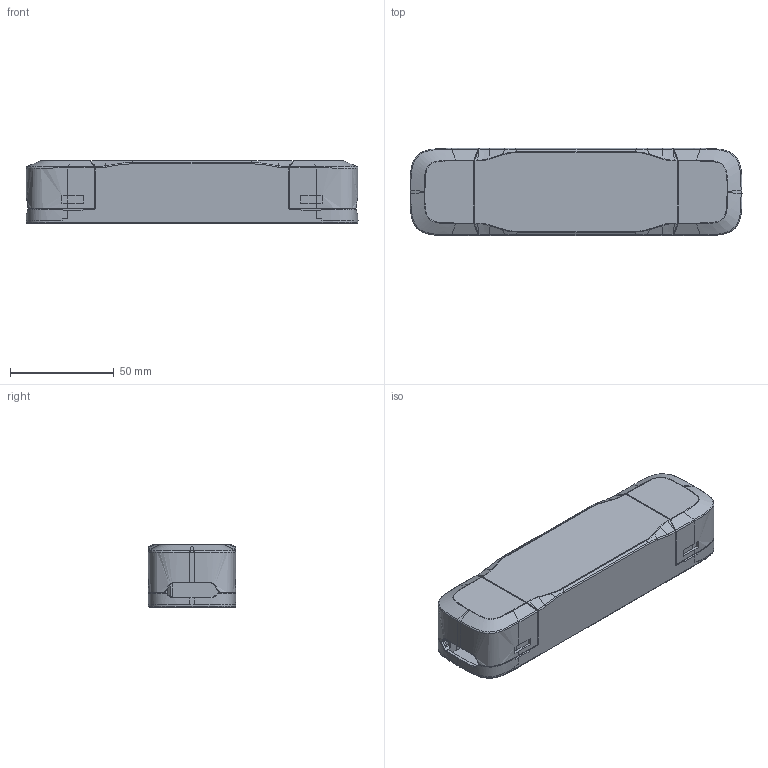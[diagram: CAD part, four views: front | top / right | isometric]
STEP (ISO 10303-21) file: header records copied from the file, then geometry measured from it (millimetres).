
FILE_DESCRIPTION(/* description */ (''),/* implementation_level */ '2;1');
FILE_NAME(/* name */ 'LS-30-~2',/* time_stamp */ '2023-07-05T09:25:49+08:00',/* author */ (''),/* organization */ (''),/* preprocessor_version */ 'ST-DEVELOPER v16.5',/* originating_system */ '',/* authorisation */ '');
FILE_SCHEMA (('AUTOMOTIVE_DESIGN'));
Length unit declared in the file: millimetre
Products named in the file (1): Document
Bounding box: 160 x 41.99 x 30 mm (x, y, z)
Volume: 7551.2 mm3; surface area: 38070.7 mm2
Topology: 2 solids, 3 shells, 486 faces, 1300 edges, 813 vertices
Faces by surface type: bspline 298, plane 188
Entity records: 29410 total; most frequent: CARTESIAN_POINT 21381, ORIENTED_EDGE 2596, EDGE_CURVE 1300, B_SPLINE_CURVE_WITH_KNOTS 1129, VERTEX_POINT 813, EDGE_LOOP 492, ADVANCED_FACE 486, FACE_OUTER_BOUND 486
